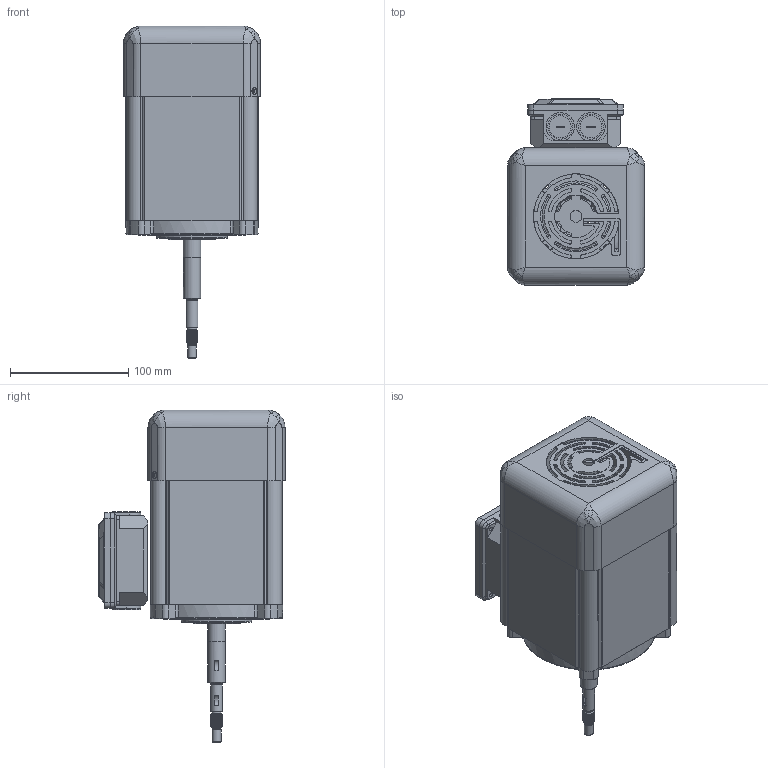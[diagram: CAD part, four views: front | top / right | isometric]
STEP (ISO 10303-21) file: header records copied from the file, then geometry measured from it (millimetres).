
FILE_DESCRIPTION (( 'STEP AP203' ), '1' );
FILE_NAME ('FT75-60-100-V40.STEP', '2020-05-05T05:25:06', ( 'kob' ), ( 'Microsoft' ), 'SwSTEP 2.0', 'SolidWorks 2017', '' );
FILE_SCHEMA (( 'CONFIG_CONTROL_DESIGN' ));
Length unit declared in the file: millimetre
Products named in the file (1): FT75-60-100-V40
Bounding box: 116 x 157.5 x 281 mm (x, y, z)
Volume: 446010.7 mm3; surface area: 286861 mm2
Topology: 29 solids, 29 shells, 1055 faces, 2725 edges, 1740 vertices
Faces by surface type: plane 470, cylinder 423, bspline 130, cone 32
Full cylindrical faces by diameter (mm): 2.2 x2, 3 x4, 3.2 x2, 3.3 x4, 4.995 x4, 5 x12, 5.5 x8, 6 x4, 7.3 x1, 7.6 x1, 8.4 x1, 8.5 x4, 9.7 x1, 10 x6, 14.5 x1, 15 x1, 16.9 x1, 17 x2, 18.5 x3, 20 x3, 24 x3, 24.2 x1, 26 x1, 32.9 x1, 33 x1, 39.8 x1, 40 x2, 60 x1, 90 x1, 109.398 x2
Entity records: 43138 total; most frequent: CARTESIAN_POINT 18433, ORIENTED_EDGE 5110, DIRECTION 4900, EDGE_CURVE 2555, AXIS2_PLACEMENT_3D 1768, VERTEX_POINT 1703, LINE 1364, VECTOR 1364
